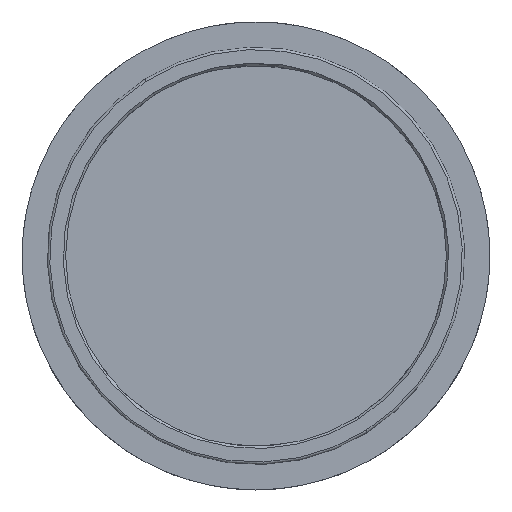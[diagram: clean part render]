
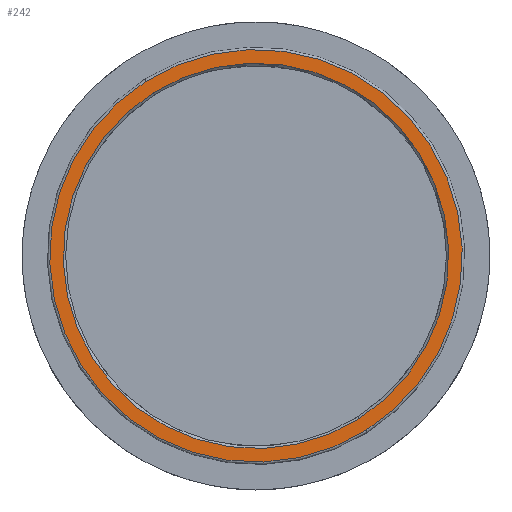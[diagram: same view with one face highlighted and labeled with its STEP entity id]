
A CAD part, top view. The second image highlights one B-rep face of the part: STEP entity #242.
In plain terms, the highlighted planar face has unit normal (0, 0, 1).
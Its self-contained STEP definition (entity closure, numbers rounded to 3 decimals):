
#242 = ADVANCED_FACE ( 'NONE', ( #19652, #4341 ), #7476, .T. ) ;
#335 = VERTEX_POINT ( 'NONE', #629 ) ;
#629 = CARTESIAN_POINT ( 'NONE',  ( -431.346, 685.595, 445. ) ) ;
#1256 = CARTESIAN_POINT ( 'NONE',  ( 0., 0., 445. ) ) ;
#1261 = AXIS2_PLACEMENT_3D ( 'NONE', #11970, #10399, #3462 ) ;
#1858 = CIRCLE ( 'NONE', #21885, 867.1 ) ;
#1904 = CARTESIAN_POINT ( 'NONE',  ( 0., 0., 445. ) ) ;
#2094 = DIRECTION ( 'NONE',  ( 0., 0., 1. ) ) ;
#3147 = DIRECTION ( 'NONE',  ( -0.533, 0.846, 0. ) ) ;
#3280 = EDGE_CURVE ( 'NONE', #11819, #335, #7359, .T. ) ;
#3462 = DIRECTION ( 'NONE',  ( -0.533, 0.846, 0. ) ) ;
#4175 = DIRECTION ( 'NONE',  ( -0.533, 0.846, 0. ) ) ;
#4225 = EDGE_CURVE ( 'NONE', #17951, #21765, #10926, .T. ) ;
#4341 = FACE_OUTER_BOUND ( 'NONE', #19143, .T. ) ;
#5692 = DIRECTION ( 'NONE',  ( 1., 0., 0. ) ) ;
#5849 = CARTESIAN_POINT ( 'NONE',  ( 0., 0., 445. ) ) ;
#7359 = CIRCLE ( 'NONE', #19861, 810. ) ;
#7476 = PLANE ( 'NONE',  #15234 ) ;
#7891 = EDGE_LOOP ( 'NONE', ( #16334, #8454 ) ) ;
#8326 = DIRECTION ( 'NONE',  ( 0., 0., -1. ) ) ;
#8454 = ORIENTED_EDGE ( 'NONE', *, *, #15892, .T. ) ;
#9395 = CIRCLE ( 'NONE', #15477, 810. ) ;
#10399 = DIRECTION ( 'NONE',  ( 0., 0., -1. ) ) ;
#10926 = CIRCLE ( 'NONE', #1261, 867.1 ) ;
#11462 = CARTESIAN_POINT ( 'NONE',  ( 461.753, -733.926, 445. ) ) ;
#11819 = VERTEX_POINT ( 'NONE', #18501 ) ;
#11970 = CARTESIAN_POINT ( 'NONE',  ( 0., 0., 445. ) ) ;
#12027 = EDGE_CURVE ( 'NONE', #21765, #17951, #1858, .T. ) ;
#14881 = ORIENTED_EDGE ( 'NONE', *, *, #12027, .F. ) ;
#15234 = AXIS2_PLACEMENT_3D ( 'NONE', #17426, #2094, #5692 ) ;
#15477 = AXIS2_PLACEMENT_3D ( 'NONE', #5849, #17922, #4175 ) ;
#15892 = EDGE_CURVE ( 'NONE', #335, #11819, #9395, .T. ) ;
#16334 = ORIENTED_EDGE ( 'NONE', *, *, #3280, .T. ) ;
#17022 = ORIENTED_EDGE ( 'NONE', *, *, #4225, .F. ) ;
#17426 = CARTESIAN_POINT ( 'NONE',  ( 0., 0., 445. ) ) ;
#17580 = DIRECTION ( 'NONE',  ( -0.533, 0.846, 0. ) ) ;
#17922 = DIRECTION ( 'NONE',  ( 0., 0., -1. ) ) ;
#17951 = VERTEX_POINT ( 'NONE', #11462 ) ;
#18485 = DIRECTION ( 'NONE',  ( 0., 0., -1. ) ) ;
#18501 = CARTESIAN_POINT ( 'NONE',  ( 431.346, -685.595, 445. ) ) ;
#19143 = EDGE_LOOP ( 'NONE', ( #14881, #17022 ) ) ;
#19652 = FACE_BOUND ( 'NONE', #7891, .T. ) ;
#19861 = AXIS2_PLACEMENT_3D ( 'NONE', #1904, #18485, #3147 ) ;
#21765 = VERTEX_POINT ( 'NONE', #22121 ) ;
#21885 = AXIS2_PLACEMENT_3D ( 'NONE', #1256, #8326, #17580 ) ;
#22121 = CARTESIAN_POINT ( 'NONE',  ( -461.753, 733.926, 445. ) ) ;
